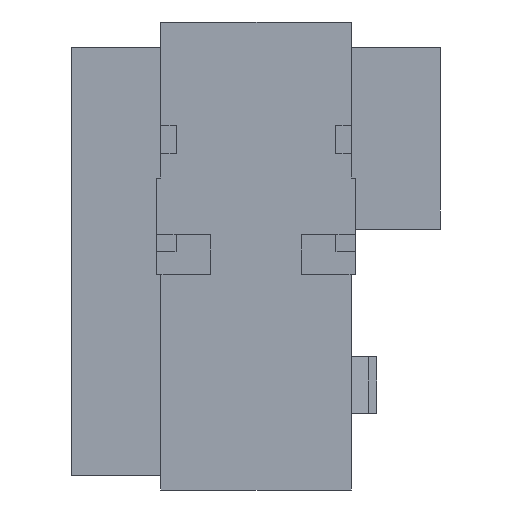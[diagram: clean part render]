
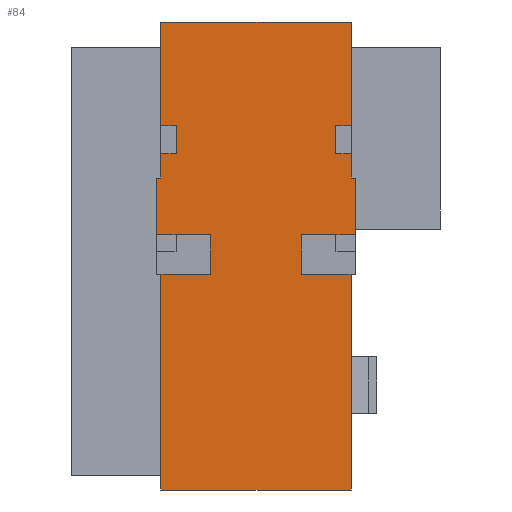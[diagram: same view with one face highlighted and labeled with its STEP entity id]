
A CAD part, left-side view. The second image highlights one B-rep face of the part: STEP entity #84.
In plain terms, the highlighted planar face has unit normal (-1, 0, 0).
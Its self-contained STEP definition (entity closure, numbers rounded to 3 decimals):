
#84=ADVANCED_FACE('',(#210),#147,.F.);
#147=PLANE('',#1329);
#210=FACE_OUTER_BOUND('',#272,.T.);
#272=EDGE_LOOP('',(#537,#538,#539,#540,#541,#542,#543,#544,#545,#546,#547,
#548,#549,#550,#551,#552,#553,#554,#555,#556,#557,#558,#559,#560));
#537=ORIENTED_EDGE('',*,*,#869,.T.);
#538=ORIENTED_EDGE('',*,*,#881,.F.);
#539=ORIENTED_EDGE('',*,*,#896,.T.);
#540=ORIENTED_EDGE('',*,*,#873,.T.);
#541=ORIENTED_EDGE('',*,*,#898,.T.);
#542=ORIENTED_EDGE('',*,*,#901,.T.);
#543=ORIENTED_EDGE('',*,*,#772,.T.);
#544=ORIENTED_EDGE('',*,*,#902,.F.);
#545=ORIENTED_EDGE('',*,*,#903,.F.);
#546=ORIENTED_EDGE('',*,*,#904,.T.);
#547=ORIENTED_EDGE('',*,*,#899,.F.);
#548=ORIENTED_EDGE('',*,*,#794,.F.);
#549=ORIENTED_EDGE('',*,*,#788,.T.);
#550=ORIENTED_EDGE('',*,*,#802,.T.);
#551=ORIENTED_EDGE('',*,*,#835,.T.);
#552=ORIENTED_EDGE('',*,*,#866,.F.);
#553=ORIENTED_EDGE('',*,*,#864,.F.);
#554=ORIENTED_EDGE('',*,*,#862,.F.);
#555=ORIENTED_EDGE('',*,*,#831,.T.);
#556=ORIENTED_EDGE('',*,*,#847,.F.);
#557=ORIENTED_EDGE('',*,*,#870,.T.);
#558=ORIENTED_EDGE('',*,*,#848,.F.);
#559=ORIENTED_EDGE('',*,*,#867,.F.);
#560=ORIENTED_EDGE('',*,*,#857,.F.);
#655=VERTEX_POINT('',#1683);
#656=VERTEX_POINT('',#1685);
#670=VERTEX_POINT('',#1716);
#671=VERTEX_POINT('',#1718);
#674=VERTEX_POINT('',#1725);
#678=VERTEX_POINT('',#1742);
#698=VERTEX_POINT('',#1798);
#699=VERTEX_POINT('',#1800);
#702=VERTEX_POINT('',#1806);
#709=VERTEX_POINT('',#1831);
#710=VERTEX_POINT('',#1835);
#711=VERTEX_POINT('',#1836);
#716=VERTEX_POINT('',#1850);
#717=VERTEX_POINT('',#1852);
#720=VERTEX_POINT('',#1864);
#721=VERTEX_POINT('',#1868);
#722=VERTEX_POINT('',#1876);
#724=VERTEX_POINT('',#1883);
#725=VERTEX_POINT('',#1885);
#730=VERTEX_POINT('',#1901);
#736=VERTEX_POINT('',#1932);
#737=VERTEX_POINT('',#1936);
#738=VERTEX_POINT('',#1941);
#739=VERTEX_POINT('',#1943);
#772=EDGE_CURVE('',#656,#655,#947,.T.);
#788=EDGE_CURVE('',#671,#670,#963,.T.);
#794=EDGE_CURVE('',#671,#674,#969,.T.);
#802=EDGE_CURVE('',#670,#678,#977,.T.);
#831=EDGE_CURVE('',#699,#698,#1006,.T.);
#835=EDGE_CURVE('',#678,#702,#1010,.T.);
#847=EDGE_CURVE('',#709,#698,#1022,.T.);
#848=EDGE_CURVE('',#710,#711,#1023,.T.);
#857=EDGE_CURVE('',#717,#716,#1032,.T.);
#862=EDGE_CURVE('',#699,#720,#1037,.T.);
#864=EDGE_CURVE('',#720,#721,#1039,.T.);
#866=EDGE_CURVE('',#721,#702,#1041,.T.);
#867=EDGE_CURVE('',#716,#710,#1042,.T.);
#869=EDGE_CURVE('',#717,#722,#1044,.T.);
#870=EDGE_CURVE('',#709,#711,#1045,.T.);
#873=EDGE_CURVE('',#725,#724,#1048,.T.);
#881=EDGE_CURVE('',#730,#722,#1056,.T.);
#896=EDGE_CURVE('',#730,#725,#1071,.T.);
#898=EDGE_CURVE('',#724,#736,#1073,.T.);
#899=EDGE_CURVE('',#674,#737,#1074,.T.);
#901=EDGE_CURVE('',#736,#656,#1076,.T.);
#902=EDGE_CURVE('',#738,#655,#1077,.T.);
#903=EDGE_CURVE('',#739,#738,#1078,.T.);
#904=EDGE_CURVE('',#739,#737,#1079,.T.);
#947=LINE('',#1684,#1122);
#963=LINE('',#1717,#1138);
#969=LINE('',#1728,#1144);
#977=LINE('',#1743,#1152);
#1006=LINE('',#1799,#1181);
#1010=LINE('',#1807,#1185);
#1022=LINE('',#1832,#1197);
#1023=LINE('',#1834,#1198);
#1032=LINE('',#1853,#1207);
#1037=LINE('',#1863,#1212);
#1039=LINE('',#1867,#1214);
#1041=LINE('',#1871,#1216);
#1042=LINE('',#1873,#1217);
#1044=LINE('',#1878,#1219);
#1045=LINE('',#1879,#1220);
#1048=LINE('',#1884,#1223);
#1056=LINE('',#1900,#1231);
#1071=LINE('',#1929,#1246);
#1073=LINE('',#1933,#1248);
#1074=LINE('',#1935,#1249);
#1076=LINE('',#1939,#1251);
#1077=LINE('',#1940,#1252);
#1078=LINE('',#1942,#1253);
#1079=LINE('',#1944,#1254);
#1122=VECTOR('',#1369,1.);
#1138=VECTOR('',#1389,1.);
#1144=VECTOR('',#1397,1.);
#1152=VECTOR('',#1411,1.);
#1181=VECTOR('',#1454,1.);
#1185=VECTOR('',#1458,1.);
#1197=VECTOR('',#1482,1.);
#1198=VECTOR('',#1485,1.);
#1207=VECTOR('',#1498,1.);
#1212=VECTOR('',#1509,1.);
#1214=VECTOR('',#1513,1.);
#1216=VECTOR('',#1517,1.);
#1217=VECTOR('',#1520,1.);
#1219=VECTOR('',#1524,1.);
#1220=VECTOR('',#1525,1.);
#1223=VECTOR('',#1530,1.);
#1231=VECTOR('',#1544,1.);
#1246=VECTOR('',#1575,1.);
#1248=VECTOR('',#1579,1.);
#1249=VECTOR('',#1582,1.);
#1251=VECTOR('',#1586,1.);
#1252=VECTOR('',#1587,1.);
#1253=VECTOR('',#1588,1.);
#1254=VECTOR('',#1589,1.);
#1329=AXIS2_PLACEMENT_3D('',#1945,#1590,#1591);
#1369=DIRECTION('',(0.,0.,-1.));
#1389=DIRECTION('',(0.,0.,1.));
#1397=DIRECTION('',(0.,1.,0.));
#1411=DIRECTION('',(0.,1.,0.));
#1454=DIRECTION('',(0.,0.,1.));
#1458=DIRECTION('',(0.,0.,1.));
#1482=DIRECTION('',(0.,-1.,0.));
#1485=DIRECTION('',(0.,1.,0.));
#1498=DIRECTION('',(0.,-1.,0.));
#1509=DIRECTION('',(0.,1.,0.));
#1513=DIRECTION('',(0.,0.,-1.));
#1517=DIRECTION('',(0.,-1.,0.));
#1520=DIRECTION('',(0.,0.,1.));
#1524=DIRECTION('',(0.,0.,-1.));
#1525=DIRECTION('',(0.,0.,-1.));
#1530=DIRECTION('',(0.,-1.,0.));
#1544=DIRECTION('',(0.,-1.,0.));
#1575=DIRECTION('',(0.,0.,-1.));
#1579=DIRECTION('',(0.,0.,-1.));
#1582=DIRECTION('',(0.,0.,-1.));
#1586=DIRECTION('',(0.,1.,0.));
#1587=DIRECTION('',(0.,1.,0.));
#1588=DIRECTION('',(0.,0.,-1.));
#1589=DIRECTION('',(0.,1.,0.));
#1590=DIRECTION('',(1.,0.,0.));
#1591=DIRECTION('',(0.,1.,0.));
#1683=CARTESIAN_POINT('',(-20.85,3.35,-0.5));
#1684=CARTESIAN_POINT('',(-20.85,3.35,15.5));
#1685=CARTESIAN_POINT('',(-20.85,3.35,7.1));
#1716=CARTESIAN_POINT('',(-20.85,-3.5,10.5));
#1717=CARTESIAN_POINT('',(-20.85,-3.5,7.1));
#1718=CARTESIAN_POINT('',(-20.85,-3.5,8.5));
#1725=CARTESIAN_POINT('',(-20.85,-1.6,8.5));
#1728=CARTESIAN_POINT('',(-20.85,-2.82,8.5));
#1742=CARTESIAN_POINT('',(-20.85,-3.35,10.5));
#1743=CARTESIAN_POINT('',(-20.85,-3.5,10.5));
#1798=CARTESIAN_POINT('',(-20.85,-3.35,16.));
#1799=CARTESIAN_POINT('',(-20.85,-3.35,16.));
#1800=CARTESIAN_POINT('',(-20.85,-3.35,12.35));
#1806=CARTESIAN_POINT('',(-20.85,-3.35,11.35));
#1807=CARTESIAN_POINT('',(-20.85,-3.35,16.));
#1831=CARTESIAN_POINT('',(-20.85,3.35,16.));
#1832=CARTESIAN_POINT('',(-20.85,3.35,16.));
#1834=CARTESIAN_POINT('',(-20.85,2.82,12.35));
#1835=CARTESIAN_POINT('',(-20.85,2.82,12.35));
#1836=CARTESIAN_POINT('',(-20.85,3.35,12.35));
#1850=CARTESIAN_POINT('',(-20.85,2.82,11.35));
#1852=CARTESIAN_POINT('',(-20.85,3.35,11.35));
#1853=CARTESIAN_POINT('',(-20.85,3.35,11.35));
#1863=CARTESIAN_POINT('',(-20.85,-3.35,12.35));
#1864=CARTESIAN_POINT('',(-20.85,-2.82,12.35));
#1867=CARTESIAN_POINT('',(-20.85,-2.82,12.35));
#1868=CARTESIAN_POINT('',(-20.85,-2.82,11.35));
#1871=CARTESIAN_POINT('',(-20.85,-2.82,11.35));
#1873=CARTESIAN_POINT('',(-20.85,2.82,11.35));
#1876=CARTESIAN_POINT('',(-20.85,3.35,10.5));
#1878=CARTESIAN_POINT('',(-20.85,3.35,16.));
#1879=CARTESIAN_POINT('',(-20.85,3.35,16.));
#1883=CARTESIAN_POINT('',(-20.85,1.6,8.5));
#1884=CARTESIAN_POINT('',(-20.85,2.82,8.5));
#1885=CARTESIAN_POINT('',(-20.85,3.5,8.5));
#1900=CARTESIAN_POINT('',(-20.85,3.5,10.5));
#1901=CARTESIAN_POINT('',(-20.85,3.5,10.5));
#1929=CARTESIAN_POINT('',(-20.85,3.5,7.1));
#1932=CARTESIAN_POINT('',(-20.85,1.6,7.1));
#1933=CARTESIAN_POINT('',(-20.85,1.6,8.5));
#1935=CARTESIAN_POINT('',(-20.85,-1.6,8.5));
#1936=CARTESIAN_POINT('',(-20.85,-1.6,7.1));
#1939=CARTESIAN_POINT('',(-20.85,1.6,7.1));
#1940=CARTESIAN_POINT('',(-20.85,3.35,-0.5));
#1941=CARTESIAN_POINT('',(-20.85,-3.35,-0.5));
#1942=CARTESIAN_POINT('',(-20.85,-3.35,16.));
#1943=CARTESIAN_POINT('',(-20.85,-3.35,7.1));
#1944=CARTESIAN_POINT('',(-20.85,1.6,7.1));
#1945=CARTESIAN_POINT('',(-20.85,3.35,16.));
